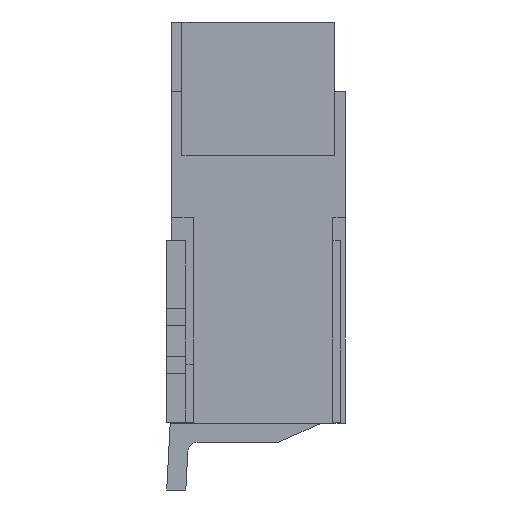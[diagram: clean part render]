
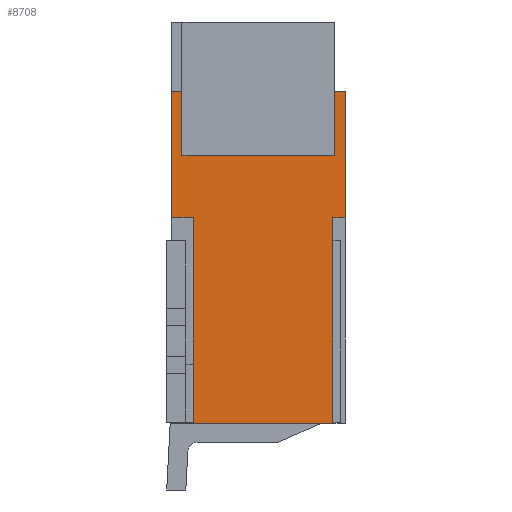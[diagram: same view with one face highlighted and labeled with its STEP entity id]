
A CAD part, left-side view. The second image highlights one B-rep face of the part: STEP entity #8708.
In plain terms, the highlighted planar face has unit normal (-1, 0, 0).
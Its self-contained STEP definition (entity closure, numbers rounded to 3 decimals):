
#873=DIRECTION('',(0.,0.,1.));
#874=VECTOR('',#873,2.15);
#875=CARTESIAN_POINT('',(0.,1.59,-4.2));
#876=LINE('',#875,#874);
#897=DIRECTION('',(0.,-1.,0.));
#898=VECTOR('',#897,0.23);
#899=CARTESIAN_POINT('',(0.,1.82,-2.05));
#900=LINE('',#899,#898);
#905=DIRECTION('',(0.,0.,-1.));
#906=VECTOR('',#905,1.32);
#907=CARTESIAN_POINT('',(0.,1.82,-0.73));
#908=LINE('',#907,#906);
#909=DIRECTION('',(0.,1.,0.));
#910=VECTOR('',#909,1.82);
#911=CARTESIAN_POINT('',(0.,0.,-0.73));
#912=LINE('',#911,#910);
#913=DIRECTION('',(0.,0.,1.));
#914=VECTOR('',#913,1.32);
#915=CARTESIAN_POINT('',(0.,0.,-2.05));
#916=LINE('',#915,#914);
#917=DIRECTION('',(0.,1.,0.));
#918=VECTOR('',#917,0.13);
#919=CARTESIAN_POINT('',(0.,0.,-2.05));
#920=LINE('',#919,#918);
#937=DIRECTION('',(0.,0.,-1.));
#938=VECTOR('',#937,2.15);
#939=CARTESIAN_POINT('',(0.,0.13,-2.05));
#940=LINE('',#939,#938);
#985=DIRECTION('',(0.,1.,0.));
#986=VECTOR('',#985,1.46);
#987=CARTESIAN_POINT('',(0.,0.13,-4.2));
#988=LINE('',#987,#986);
#6491=CARTESIAN_POINT('',(0.,0.,-0.73));
#6493=VERTEX_POINT('',#6491);
#6495=CARTESIAN_POINT('',(0.,0.,-2.05));
#6496=VERTEX_POINT('',#6495);
#6521=CARTESIAN_POINT('',(0.,1.82,-0.73));
#6523=VERTEX_POINT('',#6521);
#6551=CARTESIAN_POINT('',(0.,1.82,-2.05));
#6552=VERTEX_POINT('',#6551);
#6725=CARTESIAN_POINT('',(0.,0.13,-2.05));
#6726=VERTEX_POINT('',#6725);
#6727=CARTESIAN_POINT('',(0.,0.13,-4.2));
#6728=VERTEX_POINT('',#6727);
#6729=CARTESIAN_POINT('',(0.,1.59,-4.2));
#6730=VERTEX_POINT('',#6729);
#6731=CARTESIAN_POINT('',(0.,1.59,-2.05));
#6732=VERTEX_POINT('',#6731);
#8690=CARTESIAN_POINT('',(0.,0.91,-2.465));
#8691=DIRECTION('',(1.,0.,0.));
#8692=DIRECTION('',(0.,0.,1.));
#8693=AXIS2_PLACEMENT_3D('',#8690,#8691,#8692);
#8694=PLANE('',#8693);
#8696=ORIENTED_EDGE('',*,*,#8695,.T.);
#8698=ORIENTED_EDGE('',*,*,#8697,.T.);
#8700=ORIENTED_EDGE('',*,*,#8699,.T.);
#8701=ORIENTED_EDGE('',*,*,#8665,.T.);
#8702=ORIENTED_EDGE('',*,*,#8683,.F.);
#8703=ORIENTED_EDGE('',*,*,#8551,.F.);
#8704=ORIENTED_EDGE('',*,*,#7479,.F.);
#8705=ORIENTED_EDGE('',*,*,#7464,.F.);
#8706=EDGE_LOOP('',(#8696,#8698,#8700,#8701,#8702,#8703,#8704,#8705));
#8707=FACE_OUTER_BOUND('',#8706,.F.);
#8708=ADVANCED_FACE('',(#8707),#8694,.F.);
#7464=EDGE_CURVE('',#6496,#6493,#916,.T.);
#7479=EDGE_CURVE('',#6493,#6523,#912,.T.);
#8551=EDGE_CURVE('',#6523,#6552,#908,.T.);
#8665=EDGE_CURVE('',#6730,#6732,#876,.T.);
#8683=EDGE_CURVE('',#6552,#6732,#900,.T.);
#8695=EDGE_CURVE('',#6496,#6726,#920,.T.);
#8697=EDGE_CURVE('',#6726,#6728,#940,.T.);
#8699=EDGE_CURVE('',#6728,#6730,#988,.T.);
